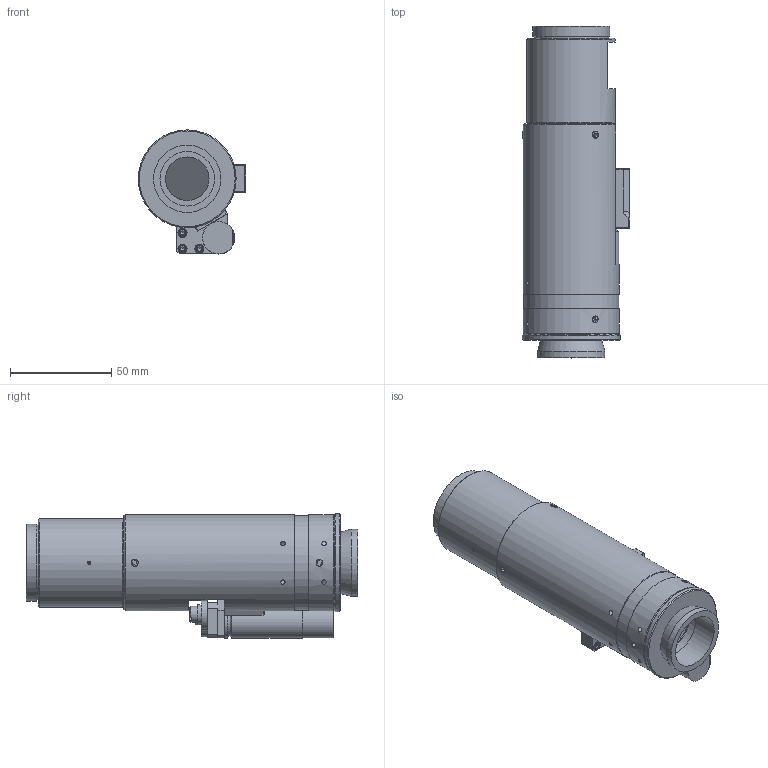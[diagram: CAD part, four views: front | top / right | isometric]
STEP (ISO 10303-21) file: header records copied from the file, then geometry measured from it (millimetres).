
FILE_DESCRIPTION((''),'2;1');
FILE_NAME('51332_0.stp','2009-01-09T14:52:06',('EVANS'),(''),'Autodesk Inventor 2009','Autodesk Inventor 2009','');
FILE_SCHEMA(('AUTOMOTIVE_DESIGN { 1 0 10303 214 1 1 1 1 }'));
Length unit declared in the file: inch
Products named in the file (37): Assembly10 (LevelofDetail1); 51332 (~1); 7015; 62327; 7449; 7036; 51276 (~1); 51186; 50347 (~1); 50352; 7326; 60398; 60400; 60399-R; 7183; 7474; 51275; 50211; 50215-R; 62325; 51187; 7007; 62569_12X; 60369; 62326; 62326-1; DN6848S; ECS-T1CY105R; ECJ-2VF1H104Z; 51446; 51447; 51448; 50109; 7477; 61337-R; 61337-R-1; 61337-R-2
Assembly tree (54 placements, depth 5):
  Assembly10 (LevelofDetail1)
    51332 (~1)
      7015
      62327
      7449  x3
      7036  x2
      51276 (~1)
        51186
        50347 (~1)
          50352
        7326  x6
        60398
        60400
        60399-R
        7183
        7474  x4
        7036  x3
        51275
          50211
          50215-R
          62325  x2
          51187
          7007  x3
      62569_12X
        60369
        62326
          62326-1
          DN6848S  x2
          ECS-T1CY105R
          ECJ-2VF1H104Z
      51446
        51447
        51448
        50109
        7477
      61337-R
        61337-R-1
        61337-R-2
Bounding box: 53.15 x 164.26 x 61.47 mm (x, y, z)
Volume: 135425.4 mm3; surface area: 79708.4 mm2
Topology: 46 solids, 49 shells, 1294 faces, 3193 edges, 2097 vertices
Faces by surface type: plane 822, bspline 240, cylinder 145, cone 79, sphere 8
Full cylindrical faces by diameter (mm): 1.575 x1, 1.593 x1, 1.702 x3, 2.159 x6, 2.184 x19, 2.845 x9, 2.997 x2, 3.556 x5, 4.166 x7, 4.267 x3, 4.75 x1, 4.757 x2, 4.78 x1, 6.985 x1, 7.01 x1, 7.938 x1, 9.525 x2, 10.109 x1, 10.16 x1, 14.11 x1, 14.122 x1, 14.478 x1, 14.808 x2, 16.002 x1, 16.129 x2, 19.787 x1, 21.59 x1, 26.924 x1, 26.988 x1, 30.15 x1
Entity records: 34544 total; most frequent: CARTESIAN_POINT 11213, ORIENTED_EDGE 4568, DIRECTION 3920, EDGE_CURVE 2287, VERTEX_POINT 1612, VECTOR 1514, LINE 1514, EDGE_LOOP 1369
